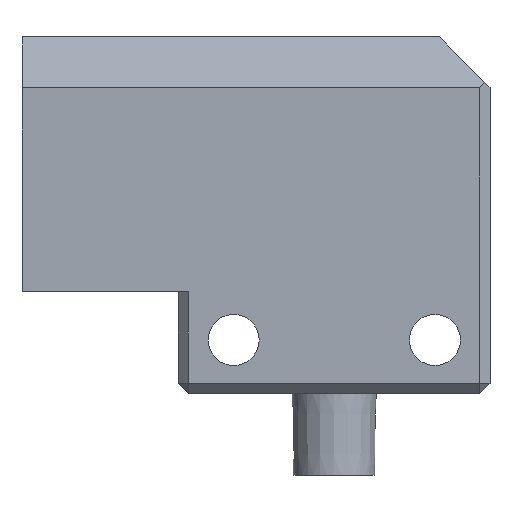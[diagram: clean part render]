
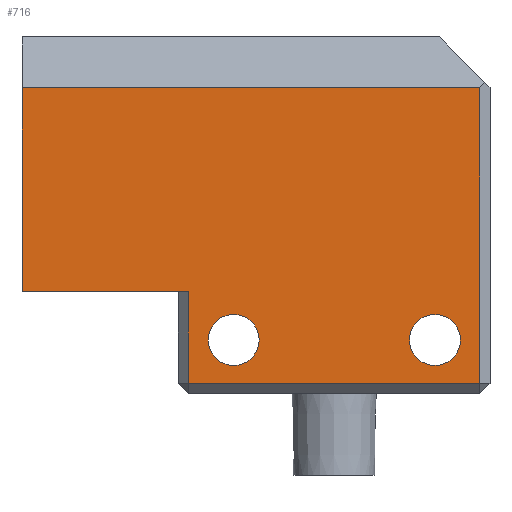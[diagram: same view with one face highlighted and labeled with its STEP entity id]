
A CAD part, left-side view. The second image highlights one B-rep face of the part: STEP entity #716.
In plain terms, the highlighted planar face has unit normal (-1, 0, 0).
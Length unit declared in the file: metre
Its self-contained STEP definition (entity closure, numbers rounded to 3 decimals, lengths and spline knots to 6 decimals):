
#34=PLANE('',#795);
#66=CIRCLE('',#792,0.0025);
#67=CIRCLE('',#794,0.0025);
#197=ORIENTED_EDGE('',*,*,#336,.T.);
#198=ORIENTED_EDGE('',*,*,#335,.T.);
#199=ORIENTED_EDGE('',*,*,#337,.F.);
#200=ORIENTED_EDGE('',*,*,#338,.T.);
#201=ORIENTED_EDGE('',*,*,#272,.T.);
#202=ORIENTED_EDGE('',*,*,#301,.T.);
#203=ORIENTED_EDGE('',*,*,#339,.F.);
#204=ORIENTED_EDGE('',*,*,#340,.F.);
#272=EDGE_CURVE('',#364,#365,#420,.T.);
#301=EDGE_CURVE('',#365,#389,#444,.T.);
#335=EDGE_CURVE('',#407,#407,#66,.T.);
#336=EDGE_CURVE('',#408,#408,#67,.T.);
#337=EDGE_CURVE('',#409,#410,#466,.T.);
#338=EDGE_CURVE('',#409,#364,#467,.T.);
#339=EDGE_CURVE('',#411,#389,#468,.T.);
#340=EDGE_CURVE('',#410,#411,#469,.T.);
#364=VERTEX_POINT('',#1106);
#365=VERTEX_POINT('',#1107);
#389=VERTEX_POINT('',#1163);
#407=VERTEX_POINT('',#1285);
#408=VERTEX_POINT('',#1288);
#409=VERTEX_POINT('',#1291);
#410=VERTEX_POINT('',#1292);
#411=VERTEX_POINT('',#1295);
#420=LINE('',#1105,#482);
#444=LINE('',#1164,#506);
#466=LINE('',#1290,#528);
#467=LINE('',#1293,#529);
#468=LINE('',#1294,#530);
#469=LINE('',#1296,#531);
#482=VECTOR('',#836,1.);
#506=VECTOR('',#878,1.);
#528=VECTOR('',#966,1.);
#529=VECTOR('',#967,1.);
#530=VECTOR('',#968,1.);
#531=VECTOR('',#969,1.);
#586=EDGE_LOOP('',(#197));
#587=EDGE_LOOP('',(#198));
#588=EDGE_LOOP('',(#199,#200,#201,#202,#203,#204));
#655=FACE_BOUND('',#586,.T.);
#656=FACE_BOUND('',#587,.T.);
#657=FACE_BOUND('',#588,.T.);
#716=ADVANCED_FACE('',(#655,#656,#657),#34,.T.);
#792=AXIS2_PLACEMENT_3D('',#1284,#958,#959);
#794=AXIS2_PLACEMENT_3D('',#1287,#962,#963);
#795=AXIS2_PLACEMENT_3D('',#1289,#964,#965);
#836=DIRECTION('',(0.,0.,-1.));
#878=DIRECTION('',(0.,-1.,0.));
#958=DIRECTION('',(1.,0.,0.));
#959=DIRECTION('',(0.,0.,-1.));
#962=DIRECTION('',(1.,0.,0.));
#963=DIRECTION('',(0.,0.,-1.));
#964=DIRECTION('',(-1.,0.,0.));
#965=DIRECTION('',(0.,0.,-1.));
#966=DIRECTION('',(0.,0.,-1.));
#967=DIRECTION('',(0.,1.,0.));
#968=DIRECTION('',(0.,0.,1.));
#969=DIRECTION('',(0.,1.,0.));
#1105=CARTESIAN_POINT('',(-0.0103,0.030617,0.025));
#1106=CARTESIAN_POINT('',(-0.0103,0.030617,0.02));
#1107=CARTESIAN_POINT('',(-0.0103,0.030617,0.));
#1163=CARTESIAN_POINT('',(-0.0103,0.0143,0.));
#1164=CARTESIAN_POINT('',(-0.0103,0.,0.));
#1284=CARTESIAN_POINT('',(-0.0103,-0.009898,-0.004739));
#1285=CARTESIAN_POINT('',(-0.0103,-0.009898,-0.007239));
#1287=CARTESIAN_POINT('',(-0.0103,0.009848,-0.004739));
#1288=CARTESIAN_POINT('',(-0.0103,0.009848,-0.007239));
#1289=CARTESIAN_POINT('',(-0.0103,0.,0.025));
#1290=CARTESIAN_POINT('',(-0.0103,-0.0143,0.025));
#1291=CARTESIAN_POINT('',(-0.0103,-0.0143,0.02));
#1292=CARTESIAN_POINT('',(-0.0103,-0.0143,-0.009));
#1293=CARTESIAN_POINT('',(-0.0103,0.,0.02));
#1294=CARTESIAN_POINT('',(-0.0103,0.0143,0.025));
#1295=CARTESIAN_POINT('',(-0.0103,0.0143,-0.009));
#1296=CARTESIAN_POINT('',(-0.0103,0.0153,-0.009));
